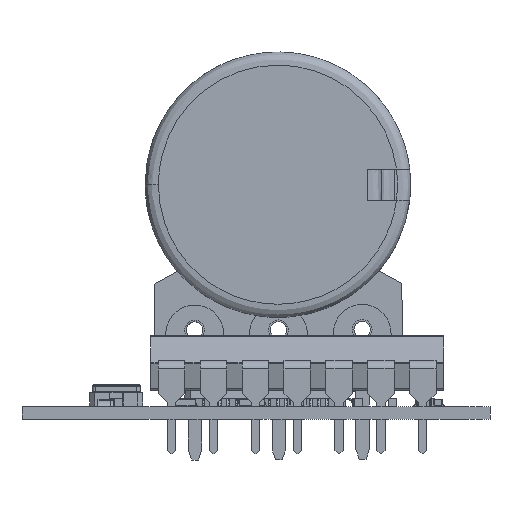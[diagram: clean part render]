
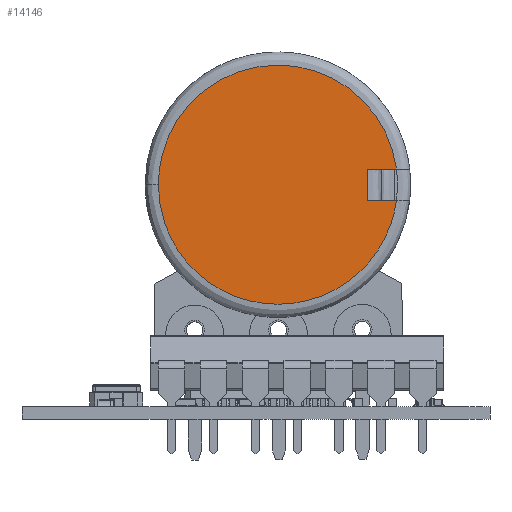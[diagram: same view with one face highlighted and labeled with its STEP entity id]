
A CAD part, front view. The second image highlights one B-rep face of the part: STEP entity #14146.
In plain terms, the highlighted face is planar.
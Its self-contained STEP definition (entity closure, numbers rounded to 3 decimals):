
#12900 = VERTEX_POINT('',#12901);
#12901 = CARTESIAN_POINT('',(7.25,0.,-2.95));
#12912 = EDGE_CURVE('',#12913,#12900,#12915,.T.);
#12913 = VERTEX_POINT('',#12914);
#12914 = CARTESIAN_POINT('',(-7.188,0.95,-2.95));
#12915 = B_SPLINE_CURVE_WITH_KNOTS('',3,(#12916,#12917,#12918,#12919,
    #12920,#12921,#12922,#12923,#12924,#12925,#12926,#12927,#12928,
    #12929,#12930,#12931,#12932,#12933,#12934,#12935,#12936,#12937,
    #12938,#12939,#12940,#12941,#12942,#12943,#12944,#12945,#12946,
    #12947,#12948,#12949,#12950,#12951,#12952),.UNSPECIFIED.,.F.,.F.,(4,
    2,2,1,2,2,2,2,1,2,2,1,2,2,1,2,2,1,2,2,4),(0.521,
    0.551,0.566,0.581,0.611,
    0.641,0.671,0.701,0.73,
    0.745,0.76,0.79,0.805,
    0.82,0.85,0.865,0.88,
    0.91,0.925,0.94,1.),.UNSPECIFIED.);
#12916 = CARTESIAN_POINT('',(-7.188,0.95,-2.95));
#12917 = CARTESIAN_POINT('',(-7.13,1.399,-2.95));
#12918 = CARTESIAN_POINT('',(-7.029,1.84,-2.95));
#12919 = CARTESIAN_POINT('',(-6.814,2.488,-2.95));
#12920 = CARTESIAN_POINT('',(-6.731,2.703,-2.95));
#12921 = CARTESIAN_POINT('',(-6.547,3.123,-2.95));
#12922 = CARTESIAN_POINT('',(-6.244,3.736,-2.95));
#12923 = CARTESIAN_POINT('',(-5.86,4.295,-2.95));
#12924 = CARTESIAN_POINT('',(-5.277,4.992,-2.95));
#12925 = CARTESIAN_POINT('',(-4.947,5.319,-2.95));
#12926 = CARTESIAN_POINT('',(-4.246,5.896,-2.95));
#12927 = CARTESIAN_POINT('',(-3.871,6.148,-2.95));
#12928 = CARTESIAN_POINT('',(-3.074,6.582,-2.95));
#12929 = CARTESIAN_POINT('',(-2.647,6.765,-2.95));
#12930 = CARTESIAN_POINT('',(-1.781,7.044,-2.95));
#12931 = CARTESIAN_POINT('',(-1.119,7.19,-2.95));
#12932 = CARTESIAN_POINT('',(-0.438,7.241,-2.95));
#12933 = CARTESIAN_POINT('',(0.02,7.253,-2.95));
#12934 = CARTESIAN_POINT('',(0.251,7.249,-2.95));
#12935 = CARTESIAN_POINT('',(0.933,7.205,-2.95));
#12936 = CARTESIAN_POINT('',(1.602,7.098,-2.95));
#12937 = CARTESIAN_POINT('',(2.253,6.895,-2.95));
#12938 = CARTESIAN_POINT('',(2.683,6.739,-2.95));
#12939 = CARTESIAN_POINT('',(2.896,6.65,-2.95));
#12940 = CARTESIAN_POINT('',(3.516,6.358,-2.95));
#12941 = CARTESIAN_POINT('',(4.1,6.012,-2.95));
#12942 = CARTESIAN_POINT('',(4.63,5.585,-2.95));
#12943 = CARTESIAN_POINT('',(4.971,5.282,-2.95));
#12944 = CARTESIAN_POINT('',(5.137,5.121,-2.95));
#12945 = CARTESIAN_POINT('',(5.607,4.62,-2.95));
#12946 = CARTESIAN_POINT('',(6.023,4.084,-2.95));
#12947 = CARTESIAN_POINT('',(6.358,3.493,-2.95));
#12948 = CARTESIAN_POINT('',(6.564,3.087,-2.95));
#12949 = CARTESIAN_POINT('',(6.659,2.877,-2.95));
#12950 = CARTESIAN_POINT('',(7.081,1.809,-2.95));
#12951 = CARTESIAN_POINT('',(7.25,0.922,-2.95));
#12952 = CARTESIAN_POINT('',(7.25,0.,-2.95));
#14146 = ADVANCED_FACE('',(#14147),#14213,.F.);
#14147 = FACE_BOUND('',#14148,.F.);
#14148 = EDGE_LOOP('',(#14149,#14159,#14197,#14198,#14206));
#14149 = ORIENTED_EDGE('',*,*,#14150,.F.);
#14150 = EDGE_CURVE('',#14151,#14153,#14155,.T.);
#14151 = VERTEX_POINT('',#14152);
#14152 = CARTESIAN_POINT('',(-7.188,-0.95,-2.95));
#14153 = VERTEX_POINT('',#14154);
#14154 = CARTESIAN_POINT('',(-5.45,-0.95,-2.95));
#14155 = LINE('',#14156,#14157);
#14156 = CARTESIAN_POINT('',(0.,-0.95,-2.95));
#14157 = VECTOR('',#14158,1.);
#14158 = DIRECTION('',(1.,0.,0.));
#14159 = ORIENTED_EDGE('',*,*,#14160,.F.);
#14160 = EDGE_CURVE('',#12900,#14151,#14161,.T.);
#14161 = B_SPLINE_CURVE_WITH_KNOTS('',3,(#14162,#14163,#14164,#14165,
    #14166,#14167,#14168,#14169,#14170,#14171,#14172,#14173,#14174,
    #14175,#14176,#14177,#14178,#14179,#14180,#14181,#14182,#14183,
    #14184,#14185,#14186,#14187,#14188,#14189,#14190,#14191,#14192,
    #14193,#14194,#14195,#14196),.UNSPECIFIED.,.F.,.F.,(4,2,2,2,2,1,2,2,
    1,2,2,1,2,2,2,2,2,2,4),(0.,0.06,
    0.09,0.12,0.135,0.15,
    0.18,0.195,0.21,0.24,
    0.255,0.27,0.299,0.329,
    0.359,0.389,0.419,0.449,
    0.479),.UNSPECIFIED.);
#14162 = CARTESIAN_POINT('',(7.25,0.,-2.95));
#14163 = CARTESIAN_POINT('',(7.25,-0.921,-2.95));
#14164 = CARTESIAN_POINT('',(7.081,-1.809,-2.95));
#14165 = CARTESIAN_POINT('',(6.574,-3.09,-2.95));
#14166 = CARTESIAN_POINT('',(6.368,-3.498,-2.95));
#14167 = CARTESIAN_POINT('',(5.884,-4.262,-2.95));
#14168 = CARTESIAN_POINT('',(5.607,-4.62,-2.95));
#14169 = CARTESIAN_POINT('',(5.137,-5.121,-2.95));
#14170 = CARTESIAN_POINT('',(4.971,-5.282,-2.95));
#14171 = CARTESIAN_POINT('',(4.63,-5.585,-2.95));
#14172 = CARTESIAN_POINT('',(4.1,-6.011,-2.95));
#14173 = CARTESIAN_POINT('',(3.516,-6.358,-2.95));
#14174 = CARTESIAN_POINT('',(2.896,-6.65,-2.95));
#14175 = CARTESIAN_POINT('',(2.683,-6.739,-2.95));
#14176 = CARTESIAN_POINT('',(2.253,-6.895,-2.95));
#14177 = CARTESIAN_POINT('',(1.603,-7.098,-2.95));
#14178 = CARTESIAN_POINT('',(0.933,-7.205,-2.95));
#14179 = CARTESIAN_POINT('',(0.251,-7.249,-2.95));
#14180 = CARTESIAN_POINT('',(0.02,-7.253,-2.95)
  );
#14181 = CARTESIAN_POINT('',(-0.438,-7.241,-2.95));
#14182 = CARTESIAN_POINT('',(-1.119,-7.19,-2.95));
#14183 = CARTESIAN_POINT('',(-1.781,-7.044,-2.95));
#14184 = CARTESIAN_POINT('',(-2.647,-6.765,-2.95));
#14185 = CARTESIAN_POINT('',(-3.074,-6.582,-2.95));
#14186 = CARTESIAN_POINT('',(-3.871,-6.149,-2.95));
#14187 = CARTESIAN_POINT('',(-4.246,-5.896,-2.95));
#14188 = CARTESIAN_POINT('',(-4.947,-5.319,-2.95));
#14189 = CARTESIAN_POINT('',(-5.277,-4.992,-2.95));
#14190 = CARTESIAN_POINT('',(-5.86,-4.295,-2.95));
#14191 = CARTESIAN_POINT('',(-6.116,-3.922,-2.95));
#14192 = CARTESIAN_POINT('',(-6.556,-3.129,-2.95));
#14193 = CARTESIAN_POINT('',(-6.742,-2.704,-2.95));
#14194 = CARTESIAN_POINT('',(-7.029,-1.84,-2.95));
#14195 = CARTESIAN_POINT('',(-7.13,-1.399,-2.95));
#14196 = CARTESIAN_POINT('',(-7.188,-0.95,-2.95));
#14197 = ORIENTED_EDGE('',*,*,#12912,.F.);
#14198 = ORIENTED_EDGE('',*,*,#14199,.F.);
#14199 = EDGE_CURVE('',#14200,#12913,#14202,.T.);
#14200 = VERTEX_POINT('',#14201);
#14201 = CARTESIAN_POINT('',(-5.45,0.95,-2.95));
#14202 = LINE('',#14203,#14204);
#14203 = CARTESIAN_POINT('',(0.,0.95,-2.95));
#14204 = VECTOR('',#14205,1.);
#14205 = DIRECTION('',(-1.,0.,0.));
#14206 = ORIENTED_EDGE('',*,*,#14207,.F.);
#14207 = EDGE_CURVE('',#14153,#14200,#14208,.T.);
#14208 = B_SPLINE_CURVE_WITH_KNOTS('',3,(#14209,#14210,#14211,#14212),
  .UNSPECIFIED.,.F.,.F.,(4,4),(0.,1.),.PIECEWISE_BEZIER_KNOTS.);
#14209 = CARTESIAN_POINT('',(-5.45,-0.95,-2.95));
#14210 = CARTESIAN_POINT('',(-5.45,-0.317,-2.95));
#14211 = CARTESIAN_POINT('',(-5.45,0.317,-2.95));
#14212 = CARTESIAN_POINT('',(-5.45,0.95,-2.95));
#14213 = PLANE('',#14214);
#14214 = AXIS2_PLACEMENT_3D('',#14215,#14216,#14217);
#14215 = CARTESIAN_POINT('',(0.,0.,-2.95));
#14216 = DIRECTION('',(0.,0.,1.));
#14217 = DIRECTION('',(1.,0.,0.));
